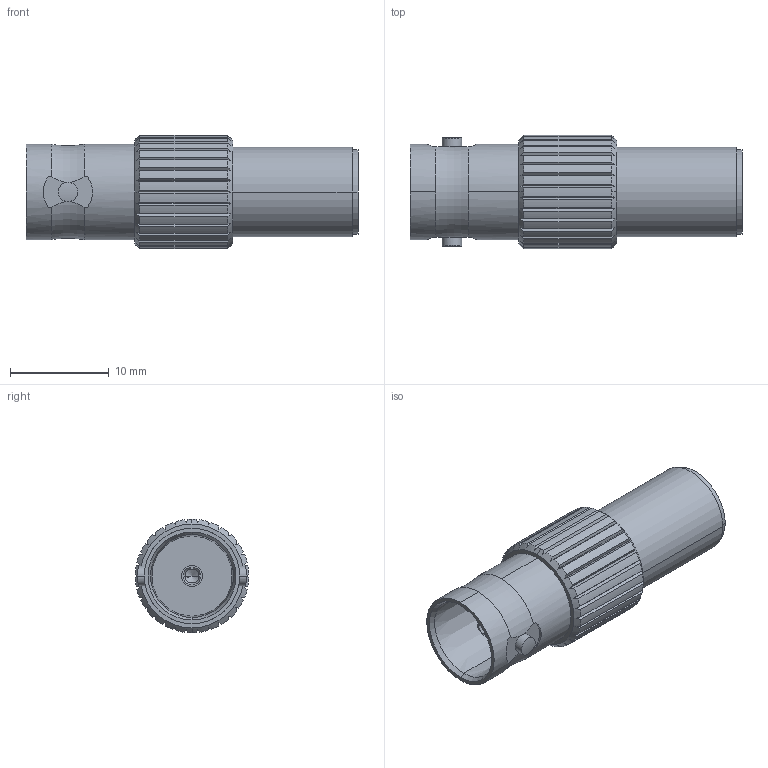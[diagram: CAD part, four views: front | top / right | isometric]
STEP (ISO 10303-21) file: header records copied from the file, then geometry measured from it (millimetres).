
FILE_DESCRIPTION((''),'2;1');
FILE_NAME('31-70557-12G__SW0001','2019-02-04T',('Viji'),(''),'CREO PARAMETRIC BY PTC INC, 2017020','CREO PARAMETRIC BY PTC INC, 2017020','');
FILE_SCHEMA(('CONFIG_CONTROL_DESIGN'));
Length unit declared in the file: inch
Products named in the file (1): 31-70557-12G__SW0001
Bounding box: 33.6 x 11.49 x 11.5 mm (x, y, z)
Volume: 1924.8 mm3; surface area: 1833 mm2
Topology: 1 solids, 1 shells, 170 faces, 472 edges, 311 vertices
Faces by surface type: plane 90, cylinder 60, cone 18, torus 2
Entity records: 6036 total; most frequent: CARTESIAN_POINT 1791, ORIENTED_EDGE 940, DIRECTION 816, EDGE_CURVE 470, AXIS2_PLACEMENT_3D 324, VERTEX_POINT 311, EDGE_LOOP 179, FACE_OUTER_BOUND 170
